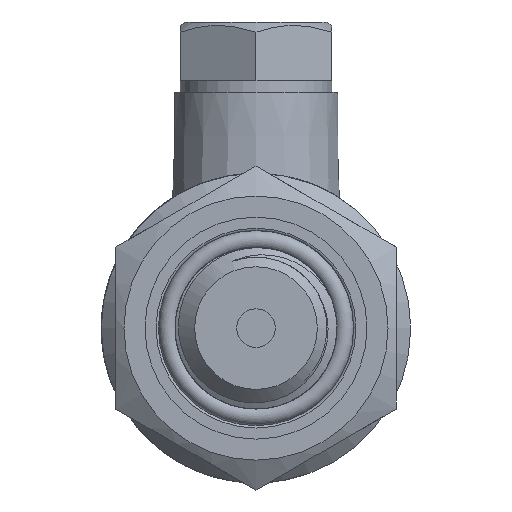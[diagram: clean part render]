
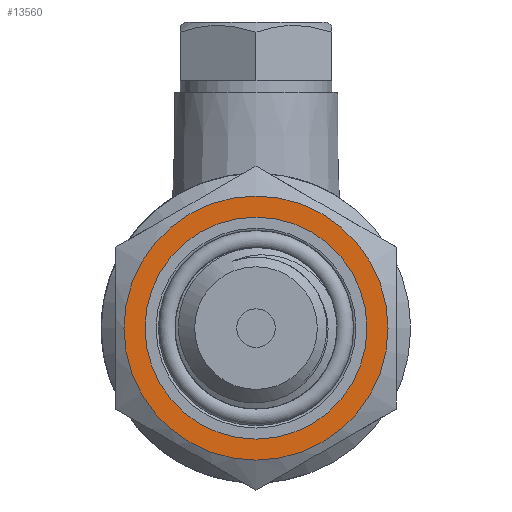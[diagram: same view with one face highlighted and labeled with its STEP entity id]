
A CAD part, left-side view. The second image highlights one B-rep face of the part: STEP entity #13560.
In plain terms, the highlighted planar face has unit normal (-1, 0, 0).
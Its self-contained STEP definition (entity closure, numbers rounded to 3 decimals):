
#60=FACE_BOUND('',#1503,.T.);
#498=PLANE('',#14427);
#699=FACE_OUTER_BOUND('',#1502,.T.);
#1502=EDGE_LOOP('',(#9152));
#1503=EDGE_LOOP('',(#9153));
#2324=CIRCLE('',#14390,11.3);
#2343=CIRCLE('',#14426,9.5);
#5356=VERTEX_POINT('',#20990);
#5390=VERTEX_POINT('',#22614);
#6814=EDGE_CURVE('',#5356,#5356,#2324,.T.);
#6868=EDGE_CURVE('',#5390,#5390,#2343,.T.);
#9152=ORIENTED_EDGE('',*,*,#6814,.T.);
#9153=ORIENTED_EDGE('',*,*,#6868,.T.);
#13560=ADVANCED_FACE('',(#699,#60),#498,.T.);
#14390=AXIS2_PLACEMENT_3D('',#20991,#15459,#15460);
#14426=AXIS2_PLACEMENT_3D('',#22615,#15542,#15543);
#14427=AXIS2_PLACEMENT_3D('',#22617,#15545,#15546);
#15459=DIRECTION('center_axis',(-1.,0.,0.));
#15460=DIRECTION('ref_axis',(0.,1.,0.));
#15542=DIRECTION('center_axis',(1.,0.,0.));
#15543=DIRECTION('ref_axis',(0.,0.,-1.));
#15545=DIRECTION('center_axis',(-1.,0.,0.));
#15546=DIRECTION('ref_axis',(0.,0.,1.));
#20990=CARTESIAN_POINT('',(14.,-11.3,0.));
#20991=CARTESIAN_POINT('Origin',(14.,0.,0.));
#22614=CARTESIAN_POINT('',(14.,-9.5,0.));
#22615=CARTESIAN_POINT('Origin',(14.,0.,0.));
#22617=CARTESIAN_POINT('Origin',(14.,12.,0.));
